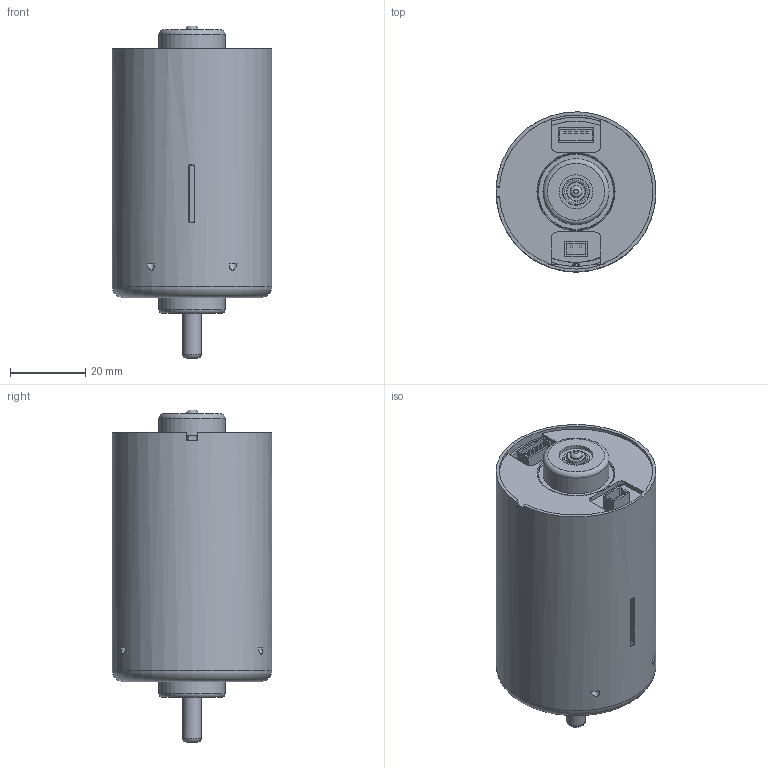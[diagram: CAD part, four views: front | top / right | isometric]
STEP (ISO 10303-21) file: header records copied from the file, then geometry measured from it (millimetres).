
FILE_DESCRIPTION(/* description */ ('Unknown'),/* implementation_level */ '2;1');
FILE_NAME(/* name */ '4266 BT-I',/* time_stamp */ '2024-04-25T09:35:12+02:00',/* author */ ('Unknown'),/* organization */ ('Unknown'),/* preprocessor_version */ 'ST-DEVELOPER v19.4',/* originating_system */ 'Solid Edge',/* authorisation */ 'Unknown');
FILE_SCHEMA (('AUTOMOTIVE_DESIGN {1 0 10303 214 3 1 1}'));
Length unit declared in the file: millimetre
Products named in the file (1): 4266 BT-I
Bounding box: 42.4 x 42.4 x 88 mm (x, y, z)
Volume: 55445 mm3; surface area: 43035.7 mm2
Topology: 4 solids, 8 shells, 1600 faces, 4260 edges, 2697 vertices
Faces by surface type: plane 808, cylinder 509, torus 169, cone 114
Full cylindrical faces by diameter (mm): 3 x1, 3.17 x1, 3.3 x2, 5 x8, 6.8 x2, 7 x2, 7.2 x2, 8 x2, 9 x2, 10 x1, 13.8 x3, 14 x2, 14.4 x1, 16 x4, 17.5 x2, 19.5 x1, 20.3 x1, 20.4 x1, 35.2 x1, 35.4 x1, 37.4 x1, 39.6 x2, 42.4 x1
Entity records: 49387 total; most frequent: CARTESIAN_POINT 10091, ORIENTED_EDGE 8270, DIRECTION 8135, EDGE_CURVE 4135, AXIS2_PLACEMENT_3D 2914, VERTEX_POINT 2651, LINE 2307, VECTOR 2307
